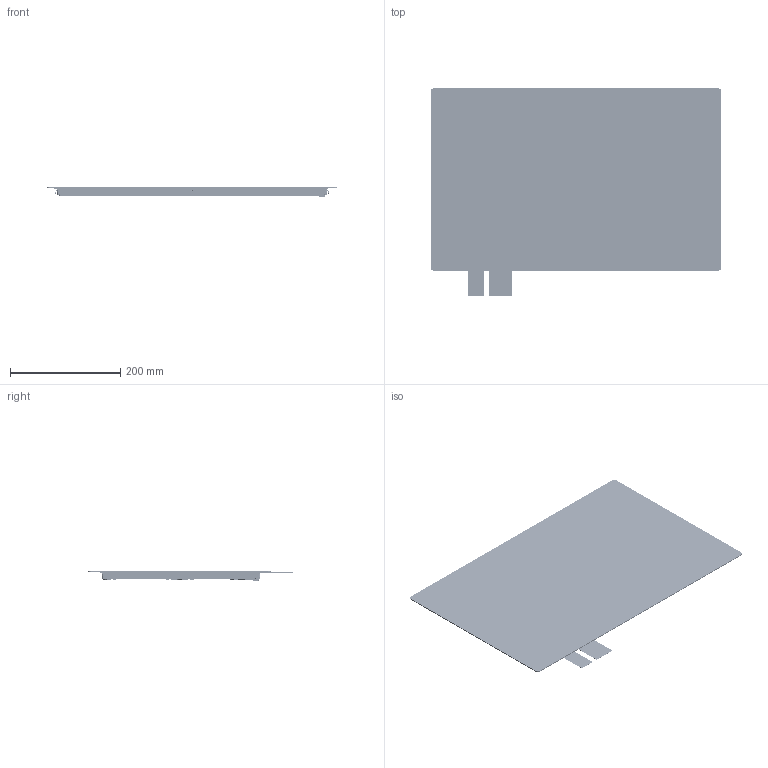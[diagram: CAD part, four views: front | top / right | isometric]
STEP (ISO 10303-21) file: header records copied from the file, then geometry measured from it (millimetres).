
FILE_DESCRIPTION(/* description */ (''),/* implementation_level */ '2;1');
FILE_NAME(/* name */ 'HP_TK-SPA215FH-02.stp',/* time_stamp */ '2023-09-15T14:48:36+09:00',/* author */ ('KIKOU-CAD2'),/* organization */ (''),/* preprocessor_version */ 'ST-DEVELOPER v18.1',/* originating_system */ 'Autodesk Inventor 2020',/* authorisation */ '');
FILE_SCHEMA (('AUTOMOTIVE_DESIGN { 1 0 10303 214 3 1 1 }'));
Products named in the file (1): HP_TK-SPA215FH-02
Bounding box: 526.4 x 375.5 x 18.94 mm (x, y, z)
Volume: 882885.9 mm3; surface area: 1134103.3 mm2
Topology: 1 solids, 2 shells, 12327 faces, 34289 edges, 21967 vertices
Faces by surface type: plane 7930, cylinder 3482, bspline 278, cone 244, sphere 204, torus 189
Full cylindrical faces by diameter (mm): 0.87 x61, 0.9 x4, 1 x2, 1.1 x2, 2 x5, 2.3 x2, 2.5 x6, 3 x19, 3.6 x6, 4 x8, 4.5 x4, 4.6 x7, 6 x2, 6.2 x3, 6.5 x4, 7 x4, 7.5 x6, 8 x2, 9.6 x2
Entity records: 421775 total; most frequent: CARTESIAN_POINT 100957, ORIENTED_EDGE 68554, DIRECTION 65709, EDGE_CURVE 34277, LINE 25149, VECTOR 25149, VERTEX_POINT 21967, AXIS2_PLACEMENT_3D 20280
